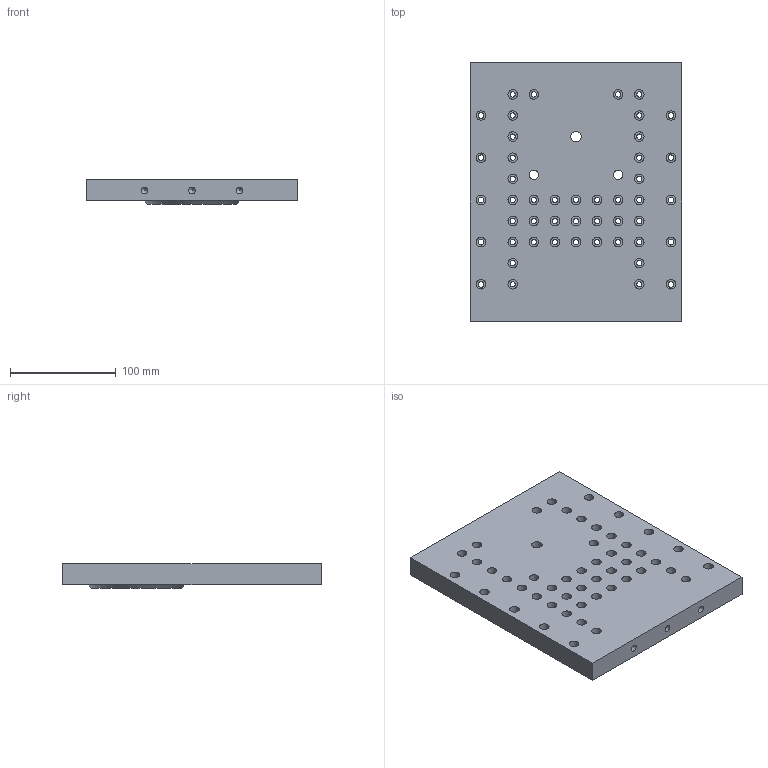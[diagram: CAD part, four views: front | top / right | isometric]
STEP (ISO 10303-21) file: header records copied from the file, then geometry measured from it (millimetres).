
FILE_DESCRIPTION(('FreeCAD Model'),'2;1');
FILE_NAME('Open CASCADE Shape Model','2025-03-02T12:12:14',(''),(''), 'Open CASCADE STEP processor 7.8','FreeCAD','Unknown');
FILE_SCHEMA(('AUTOMOTIVE_DESIGN { 1 0 10303 214 1 1 1 1 }'));
Length unit declared in the file: millimetre
Products named in the file (1): MoldBack
Bounding box: 200 x 245 x 23 mm (x, y, z)
Volume: 925879.2 mm3; surface area: 140262.1 mm2
Topology: 1 solids, 1 shells, 171 faces, 351 edges, 231 vertices
Faces by surface type: cylinder 107, plane 55, cone 9
Full cylindrical faces by diameter (mm): 5 x37, 5.5 x10, 6.4 x8, 9 x49, 10 x1, 45 x1, 85 x1
Entity records: 9428 total; most frequent: CARTESIAN_POINT 1786, DIRECTION 1529, ORIENTED_EDGE 686, PCURVE 686, DEFINITIONAL_REPRESENTATION 686, LINE 608, VECTOR 608, AXIS2_PLACEMENT_3D 387
